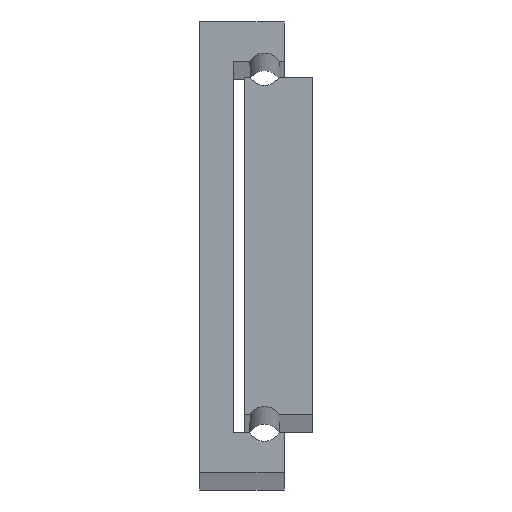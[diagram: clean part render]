
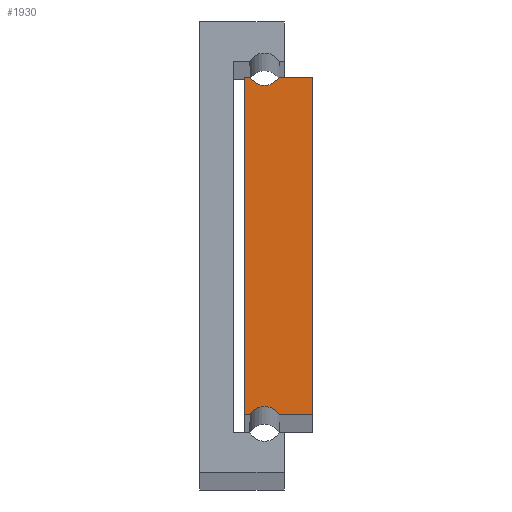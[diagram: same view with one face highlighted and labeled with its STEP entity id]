
A CAD part, top view. The second image highlights one B-rep face of the part: STEP entity #1930.
In plain terms, the highlighted planar face has unit normal (0, 0, 1).
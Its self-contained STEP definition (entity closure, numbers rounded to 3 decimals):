
#241 = CARTESIAN_POINT ( 'NONE',  ( -3.169, 18.924, 900. ) ) ;
#261 = CARTESIAN_POINT ( 'NONE',  ( -0.571, 17.424, 900. ) ) ;
#367 = VERTEX_POINT ( 'NONE', #1276 ) ;
#397 = EDGE_CURVE ( 'NONE', #1450, #367, #569, .T. ) ;
#454 = LINE ( 'NONE', #1176, #801 ) ;
#464 = EDGE_LOOP ( 'NONE', ( #723, #1413, #2095, #1891, #1524, #1190, #1235, #2742 ) ) ;
#481 = DIRECTION ( 'NONE',  ( -1., 0., 0. ) ) ;
#537 = FACE_OUTER_BOUND ( 'NONE', #464, .T. ) ;
#569 = LINE ( 'NONE', #1264, #953 ) ;
#598 = CIRCLE ( 'NONE', #2435, 3. ) ;
#652 = DIRECTION ( 'NONE',  ( 0., 1., 0. ) ) ;
#716 = CARTESIAN_POINT ( 'NONE',  ( 2.027, 18.924, 900. ) ) ;
#723 = ORIENTED_EDGE ( 'NONE', *, *, #797, .T. ) ;
#751 = DIRECTION ( 'NONE',  ( -1., 0., 0. ) ) ;
#753 = VERTEX_POINT ( 'NONE', #2826 ) ;
#770 = AXIS2_PLACEMENT_3D ( 'NONE', #2486, #2792, #2305 ) ;
#797 = EDGE_CURVE ( 'NONE', #802, #2237, #454, .T. ) ;
#801 = VECTOR ( 'NONE', #2191, 1000. ) ;
#802 = VERTEX_POINT ( 'NONE', #2942 ) ;
#856 = CARTESIAN_POINT ( 'NONE',  ( 2.027, 78.924, 900. ) ) ;
#902 = EDGE_CURVE ( 'NONE', #1880, #1450, #1868, .T. ) ;
#953 = VECTOR ( 'NONE', #2348, 1000. ) ;
#1085 = VECTOR ( 'NONE', #481, 1000. ) ;
#1093 = CARTESIAN_POINT ( 'NONE',  ( -4.071, 18.924, 900. ) ) ;
#1176 = CARTESIAN_POINT ( 'NONE',  ( -4.071, 78.924, 900. ) ) ;
#1190 = ORIENTED_EDGE ( 'NONE', *, *, #2821, .T. ) ;
#1212 = AXIS2_PLACEMENT_3D ( 'NONE', #261, #2179, #1508 ) ;
#1235 = ORIENTED_EDGE ( 'NONE', *, *, #2654, .T. ) ;
#1264 = CARTESIAN_POINT ( 'NONE',  ( 2.027, 18.924, 900. ) ) ;
#1269 = CARTESIAN_POINT ( 'NONE',  ( -0.571, 80.424, 900. ) ) ;
#1276 = CARTESIAN_POINT ( 'NONE',  ( 7.929, 18.924, 900. ) ) ;
#1301 = VECTOR ( 'NONE', #751, 1000. ) ;
#1337 = EDGE_CURVE ( 'NONE', #2237, #1880, #2581, .T. ) ;
#1413 = ORIENTED_EDGE ( 'NONE', *, *, #1337, .T. ) ;
#1421 = EDGE_CURVE ( 'NONE', #367, #3023, #1645, .T. ) ;
#1428 = LINE ( 'NONE', #1611, #1085 ) ;
#1450 = VERTEX_POINT ( 'NONE', #716 ) ;
#1503 = PLANE ( 'NONE',  #770 ) ;
#1508 = DIRECTION ( 'NONE',  ( -1., 0., 0. ) ) ;
#1524 = ORIENTED_EDGE ( 'NONE', *, *, #1421, .T. ) ;
#1611 = CARTESIAN_POINT ( 'NONE',  ( -3.169, 78.924, 900. ) ) ;
#1645 = LINE ( 'NONE', #3118, #2973 ) ;
#1721 = DIRECTION ( 'NONE',  ( 0., 0., -1. ) ) ;
#1792 = DIRECTION ( 'NONE',  ( 1., 0., 0. ) ) ;
#1796 = EDGE_CURVE ( 'NONE', #753, #802, #1428, .T. ) ;
#1868 = CIRCLE ( 'NONE', #1212, 3. ) ;
#1880 = VERTEX_POINT ( 'NONE', #241 ) ;
#1891 = ORIENTED_EDGE ( 'NONE', *, *, #397, .T. ) ;
#1930 = ADVANCED_FACE ( 'NONE', ( #537 ), #1503, .F. ) ;
#1935 = CARTESIAN_POINT ( 'NONE',  ( 7.929, 78.924, 900. ) ) ;
#2053 = VERTEX_POINT ( 'NONE', #856 ) ;
#2095 = ORIENTED_EDGE ( 'NONE', *, *, #902, .T. ) ;
#2179 = DIRECTION ( 'NONE',  ( 0., 0., -1. ) ) ;
#2191 = DIRECTION ( 'NONE',  ( 0., -1., 0. ) ) ;
#2237 = VERTEX_POINT ( 'NONE', #2998 ) ;
#2244 = CARTESIAN_POINT ( 'NONE',  ( 7.929, 78.924, 900. ) ) ;
#2305 = DIRECTION ( 'NONE',  ( -1., 0., 0. ) ) ;
#2348 = DIRECTION ( 'NONE',  ( 1., 0., 0. ) ) ;
#2435 = AXIS2_PLACEMENT_3D ( 'NONE', #1269, #1721, #2711 ) ;
#2486 = CARTESIAN_POINT ( 'NONE',  ( -0.571, 17.424, 900. ) ) ;
#2502 = LINE ( 'NONE', #2244, #1301 ) ;
#2581 = LINE ( 'NONE', #1093, #3065 ) ;
#2654 = EDGE_CURVE ( 'NONE', #2053, #753, #598, .T. ) ;
#2711 = DIRECTION ( 'NONE',  ( 1., 0., 0. ) ) ;
#2742 = ORIENTED_EDGE ( 'NONE', *, *, #1796, .T. ) ;
#2792 = DIRECTION ( 'NONE',  ( 0., 0., -1. ) ) ;
#2821 = EDGE_CURVE ( 'NONE', #3023, #2053, #2502, .T. ) ;
#2826 = CARTESIAN_POINT ( 'NONE',  ( -3.169, 78.924, 900. ) ) ;
#2942 = CARTESIAN_POINT ( 'NONE',  ( -4.071, 78.924, 900. ) ) ;
#2973 = VECTOR ( 'NONE', #652, 1000. ) ;
#2998 = CARTESIAN_POINT ( 'NONE',  ( -4.071, 18.924, 900. ) ) ;
#3023 = VERTEX_POINT ( 'NONE', #1935 ) ;
#3065 = VECTOR ( 'NONE', #1792, 1000. ) ;
#3118 = CARTESIAN_POINT ( 'NONE',  ( 7.929, 18.924, 900. ) ) ;
